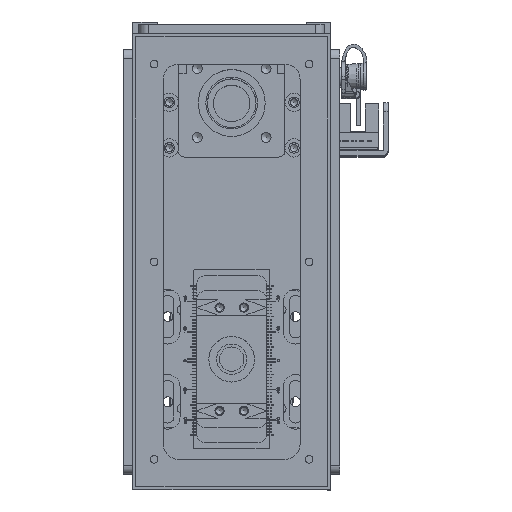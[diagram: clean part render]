
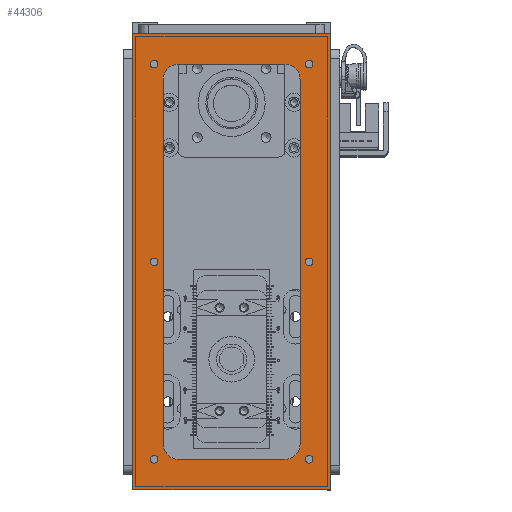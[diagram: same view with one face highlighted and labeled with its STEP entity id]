
A CAD part, top view. The second image highlights one B-rep face of the part: STEP entity #44306.
In plain terms, the highlighted planar face has unit normal (0, 0, 1).
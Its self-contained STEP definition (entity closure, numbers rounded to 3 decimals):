
#1469=FACE_BOUND('',#8478,.T.);
#1470=FACE_BOUND('',#8479,.T.);
#1471=FACE_BOUND('',#8480,.T.);
#1472=FACE_BOUND('',#8481,.T.);
#1473=FACE_BOUND('',#8482,.T.);
#1474=FACE_BOUND('',#8483,.T.);
#1475=FACE_BOUND('',#8484,.T.);
#3022=PLANE('',#48139);
#5799=FACE_OUTER_BOUND('',#8477,.T.);
#8477=EDGE_LOOP('',(#41823,#41824,#41825,#41826));
#8478=EDGE_LOOP('',(#41827));
#8479=EDGE_LOOP('',(#41828));
#8480=EDGE_LOOP('',(#41829));
#8481=EDGE_LOOP('',(#41830));
#8482=EDGE_LOOP('',(#41831));
#8483=EDGE_LOOP('',(#41832));
#8484=EDGE_LOOP('',(#41833,#41834,#41835,#41836,#41837,#41838,#41839,#41840));
#13142=LINE('',#74201,#17927);
#13148=LINE('',#74216,#17933);
#13152=LINE('',#74228,#17937);
#13155=LINE('',#74237,#17940);
#13264=LINE('',#74602,#18049);
#13268=LINE('',#74610,#18053);
#13271=LINE('',#74616,#18056);
#13274=LINE('',#74621,#18059);
#17927=VECTOR('',#59426,10.);
#17933=VECTOR('',#59440,10.);
#17937=VECTOR('',#59452,10.);
#17940=VECTOR('',#59463,10.);
#18049=VECTOR('',#59840,10.);
#18053=VECTOR('',#59846,10.);
#18056=VECTOR('',#59851,10.);
#18059=VECTOR('',#59856,10.);
#19162=CIRCLE('',#47986,5.);
#19164=CIRCLE('',#47990,5.);
#19166=CIRCLE('',#47994,5.);
#19168=CIRCLE('',#47998,5.);
#19182=CIRCLE('',#48020,1.23);
#19184=CIRCLE('',#48023,1.23);
#19186=CIRCLE('',#48026,1.23);
#19188=CIRCLE('',#48029,1.23);
#19190=CIRCLE('',#48032,1.23);
#19192=CIRCLE('',#48035,1.23);
#23195=VERTEX_POINT('',#74191);
#23196=VERTEX_POINT('',#74192);
#23199=VERTEX_POINT('',#74200);
#23201=VERTEX_POINT('',#74206);
#23202=VERTEX_POINT('',#74207);
#23205=VERTEX_POINT('',#74218);
#23206=VERTEX_POINT('',#74219);
#23209=VERTEX_POINT('',#74230);
#23223=VERTEX_POINT('',#74275);
#23225=VERTEX_POINT('',#74281);
#23227=VERTEX_POINT('',#74287);
#23229=VERTEX_POINT('',#74293);
#23231=VERTEX_POINT('',#74299);
#23233=VERTEX_POINT('',#74305);
#23331=VERTEX_POINT('',#74600);
#23332=VERTEX_POINT('',#74601);
#23335=VERTEX_POINT('',#74609);
#23337=VERTEX_POINT('',#74615);
#29295=EDGE_CURVE('',#23195,#23196,#19162,.T.);
#29299=EDGE_CURVE('',#23199,#23196,#13142,.T.);
#29302=EDGE_CURVE('',#23201,#23202,#19164,.T.);
#29307=EDGE_CURVE('',#23195,#23202,#13148,.T.);
#29308=EDGE_CURVE('',#23205,#23206,#19166,.T.);
#29313=EDGE_CURVE('',#23201,#23206,#13152,.T.);
#29314=EDGE_CURVE('',#23199,#23209,#19168,.T.);
#29318=EDGE_CURVE('',#23205,#23209,#13155,.T.);
#29337=EDGE_CURVE('',#23223,#23223,#19182,.T.);
#29340=EDGE_CURVE('',#23225,#23225,#19184,.T.);
#29343=EDGE_CURVE('',#23227,#23227,#19186,.T.);
#29346=EDGE_CURVE('',#23229,#23229,#19188,.T.);
#29349=EDGE_CURVE('',#23231,#23231,#19190,.T.);
#29352=EDGE_CURVE('',#23233,#23233,#19192,.T.);
#29499=EDGE_CURVE('',#23331,#23332,#13264,.T.);
#29503=EDGE_CURVE('',#23335,#23331,#13268,.T.);
#29506=EDGE_CURVE('',#23337,#23335,#13271,.T.);
#29509=EDGE_CURVE('',#23332,#23337,#13274,.T.);
#41823=ORIENTED_EDGE('',*,*,#29509,.F.);
#41824=ORIENTED_EDGE('',*,*,#29499,.F.);
#41825=ORIENTED_EDGE('',*,*,#29503,.F.);
#41826=ORIENTED_EDGE('',*,*,#29506,.F.);
#41827=ORIENTED_EDGE('',*,*,#29337,.T.);
#41828=ORIENTED_EDGE('',*,*,#29340,.T.);
#41829=ORIENTED_EDGE('',*,*,#29343,.T.);
#41830=ORIENTED_EDGE('',*,*,#29346,.T.);
#41831=ORIENTED_EDGE('',*,*,#29349,.T.);
#41832=ORIENTED_EDGE('',*,*,#29352,.T.);
#41833=ORIENTED_EDGE('',*,*,#29299,.T.);
#41834=ORIENTED_EDGE('',*,*,#29295,.F.);
#41835=ORIENTED_EDGE('',*,*,#29307,.T.);
#41836=ORIENTED_EDGE('',*,*,#29302,.F.);
#41837=ORIENTED_EDGE('',*,*,#29313,.T.);
#41838=ORIENTED_EDGE('',*,*,#29308,.F.);
#41839=ORIENTED_EDGE('',*,*,#29318,.T.);
#41840=ORIENTED_EDGE('',*,*,#29314,.F.);
#44306=ADVANCED_FACE('',(#5799,#1469,#1470,#1471,#1472,#1473,#1474,#1475),
#3022,.T.);
#47986=AXIS2_PLACEMENT_3D('',#74193,#59418,#59419);
#47990=AXIS2_PLACEMENT_3D('',#74208,#59431,#59432);
#47994=AXIS2_PLACEMENT_3D('',#74220,#59443,#59444);
#47998=AXIS2_PLACEMENT_3D('',#74231,#59455,#59456);
#48020=AXIS2_PLACEMENT_3D('',#74276,#59508,#59509);
#48023=AXIS2_PLACEMENT_3D('',#74282,#59515,#59516);
#48026=AXIS2_PLACEMENT_3D('',#74288,#59522,#59523);
#48029=AXIS2_PLACEMENT_3D('',#74294,#59529,#59530);
#48032=AXIS2_PLACEMENT_3D('',#74300,#59536,#59537);
#48035=AXIS2_PLACEMENT_3D('',#74306,#59543,#59544);
#48139=AXIS2_PLACEMENT_3D('',#74624,#59860,#59861);
#59418=DIRECTION('center_axis',(0.,0.,1.));
#59419=DIRECTION('ref_axis',(0.707,0.707,0.));
#59426=DIRECTION('',(1.,0.,0.));
#59431=DIRECTION('center_axis',(0.,0.,1.));
#59432=DIRECTION('ref_axis',(0.707,-0.707,0.));
#59440=DIRECTION('',(0.,-1.,0.));
#59443=DIRECTION('center_axis',(0.,0.,1.));
#59444=DIRECTION('ref_axis',(-0.707,-0.707,0.));
#59452=DIRECTION('',(-1.,0.,0.));
#59455=DIRECTION('center_axis',(0.,0.,1.));
#59456=DIRECTION('ref_axis',(-0.707,0.707,0.));
#59463=DIRECTION('',(0.,1.,0.));
#59508=DIRECTION('center_axis',(0.,0.,-1.));
#59509=DIRECTION('ref_axis',(1.,0.,0.));
#59515=DIRECTION('center_axis',(0.,0.,-1.));
#59516=DIRECTION('ref_axis',(1.,0.,0.));
#59522=DIRECTION('center_axis',(0.,0.,-1.));
#59523=DIRECTION('ref_axis',(1.,0.,0.));
#59529=DIRECTION('center_axis',(0.,0.,-1.));
#59530=DIRECTION('ref_axis',(1.,0.,0.));
#59536=DIRECTION('center_axis',(0.,0.,-1.));
#59537=DIRECTION('ref_axis',(1.,0.,0.));
#59543=DIRECTION('center_axis',(0.,0.,-1.));
#59544=DIRECTION('ref_axis',(1.,0.,0.));
#59840=DIRECTION('',(0.,1.,0.));
#59846=DIRECTION('',(-1.,0.,0.));
#59851=DIRECTION('',(0.,-1.,0.));
#59856=DIRECTION('',(1.,0.,0.));
#59860=DIRECTION('center_axis',(0.,0.,1.));
#59861=DIRECTION('ref_axis',(1.,0.,0.));
#74191=CARTESIAN_POINT('',(65.,17.5,0.));
#74192=CARTESIAN_POINT('',(60.,22.5,0.));
#74193=CARTESIAN_POINT('Origin',(60.,17.5,0.));
#74200=CARTESIAN_POINT('',(-60.,22.5,0.));
#74201=CARTESIAN_POINT('',(-32.5,22.5,0.));
#74206=CARTESIAN_POINT('',(60.,-22.5,0.));
#74207=CARTESIAN_POINT('',(65.,-17.5,0.));
#74208=CARTESIAN_POINT('Origin',(60.,-17.5,0.));
#74216=CARTESIAN_POINT('',(65.,11.25,0.));
#74218=CARTESIAN_POINT('',(-65.,-17.5,0.));
#74219=CARTESIAN_POINT('',(-60.,-22.5,0.));
#74220=CARTESIAN_POINT('Origin',(-60.,-17.5,0.));
#74228=CARTESIAN_POINT('',(32.5,-22.5,0.));
#74230=CARTESIAN_POINT('',(-65.,17.5,0.));
#74231=CARTESIAN_POINT('Origin',(-60.,17.5,0.));
#74237=CARTESIAN_POINT('',(-65.,-11.25,0.));
#74275=CARTESIAN_POINT('',(-1.23,25.5,0.));
#74276=CARTESIAN_POINT('Origin',(0.,25.5,0.));
#74281=CARTESIAN_POINT('',(63.771,-25.5,0.));
#74282=CARTESIAN_POINT('Origin',(65.,-25.5,0.));
#74287=CARTESIAN_POINT('',(-66.23,25.5,0.));
#74288=CARTESIAN_POINT('Origin',(-65.,25.5,0.));
#74293=CARTESIAN_POINT('',(-66.23,-25.5,0.));
#74294=CARTESIAN_POINT('Origin',(-65.,-25.5,0.));
#74299=CARTESIAN_POINT('',(63.771,25.5,0.));
#74300=CARTESIAN_POINT('Origin',(65.,25.5,0.));
#74305=CARTESIAN_POINT('',(-1.23,-25.5,0.));
#74306=CARTESIAN_POINT('Origin',(0.,-25.5,0.));
#74600=CARTESIAN_POINT('',(-75.,-32.5,0.));
#74601=CARTESIAN_POINT('',(-75.,32.5,0.));
#74602=CARTESIAN_POINT('',(-75.,-32.5,0.));
#74609=CARTESIAN_POINT('',(75.,-32.5,0.));
#74610=CARTESIAN_POINT('',(75.,-32.5,0.));
#74615=CARTESIAN_POINT('',(75.,32.5,0.));
#74616=CARTESIAN_POINT('',(75.,32.5,0.));
#74621=CARTESIAN_POINT('',(-75.,32.5,0.));
#74624=CARTESIAN_POINT('Origin',(0.,0.,0.));
